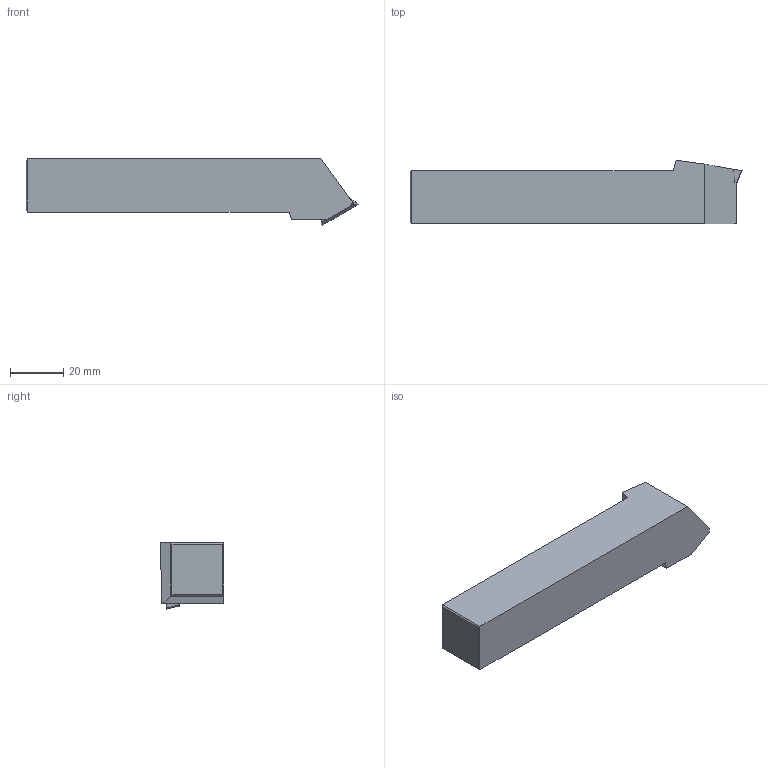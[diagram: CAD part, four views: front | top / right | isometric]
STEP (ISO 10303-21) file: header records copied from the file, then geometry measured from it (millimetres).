
FILE_DESCRIPTION((''),'2;1');
FILE_NAME('309-039-000_QU1_ASM','2017-09-22T',('piechottad'),(''),'CREO PARAMETRIC BY PTC INC, 2016380','CREO PARAMETRIC BY PTC INC, 2016380','');
FILE_SCHEMA(('AUTOMOTIVE_DESIGN { 1 0 10303 214 1 1 1 1 }'));
Length unit declared in the file: millimetre
Products named in the file (3): 70528020NC; 70528020C; 309-039-000_QU1_ASM
Assembly tree (2 placements, depth 2):
  309-039-000_QU1_ASM
    70528020NC
    70528020C
Bounding box: 125 x 23.94 x 24.92 mm (x, y, z)
Volume: 48946.2 mm3; surface area: 11041.1 mm2
Topology: 2 solids, 2 shells, 33 faces, 86 edges, 57 vertices
Faces by surface type: plane 24, cylinder 5, torus 2, cone 2
Entity records: 2372 total; most frequent: CARTESIAN_POINT 266, DIRECTION 233, ORIENTED_EDGE 156, PRESENTATION_STYLE_ASSIGNMENT 128, STYLED_ITEM 128, CURVE_STYLE 125, PROPERTY_DEFINITION 119, REPRESENTATION 117
